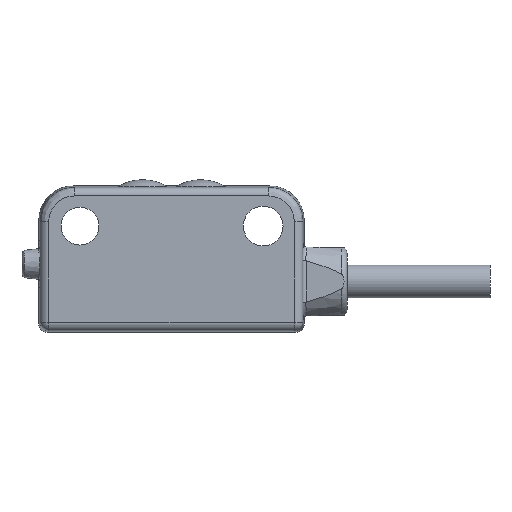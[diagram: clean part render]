
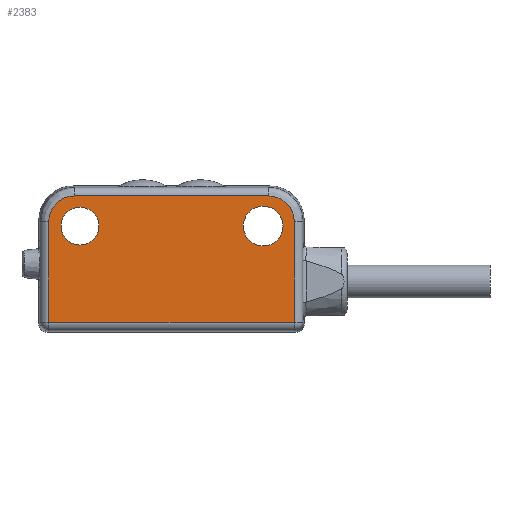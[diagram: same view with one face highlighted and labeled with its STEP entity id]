
A CAD part, left-side view. The second image highlights one B-rep face of the part: STEP entity #2383.
In plain terms, the highlighted planar face has unit normal (-1, 0, 0).
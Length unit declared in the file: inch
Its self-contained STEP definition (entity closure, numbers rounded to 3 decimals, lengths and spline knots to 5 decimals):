
#181=DIRECTION('',(0.,-1.,0.));
#182=VECTOR('',#181,0.79114);
#183=CARTESIAN_POINT('',(-0.01969,0.80403,
-0.42018));
#184=LINE('',#183,#182);
#185=DIRECTION('',(0.,0.,-1.));
#186=VECTOR('',#185,0.32462);
#187=CARTESIAN_POINT('',(-0.01969,0.80403,
-0.09556));
#188=LINE('',#187,#186);
#189=CARTESIAN_POINT('',(-0.01969,0.72137,
-0.01289));
#190=CARTESIAN_POINT('',(-0.01969,0.7239,
-0.0129));
#191=CARTESIAN_POINT('',(-0.01969,0.72894,
-0.01313));
#192=CARTESIAN_POINT('',(-0.01969,0.73651,
-0.01417));
#193=CARTESIAN_POINT('',(-0.01969,0.74396,
-0.01592));
#194=CARTESIAN_POINT('',(-0.01969,0.75123,
-0.01835));
#195=CARTESIAN_POINT('',(-0.01969,0.75824,
-0.02144));
#196=CARTESIAN_POINT('',(-0.01969,0.76493,
-0.02516));
#197=CARTESIAN_POINT('',(-0.01969,0.77125,
-0.02949));
#198=CARTESIAN_POINT('',(-0.01969,0.77714,
-0.03438));
#199=CARTESIAN_POINT('',(-0.01969,0.78256,
-0.0398));
#200=CARTESIAN_POINT('',(-0.01969,0.78745,
-0.04569));
#201=CARTESIAN_POINT('',(-0.01969,0.79177,
-0.05201));
#202=CARTESIAN_POINT('',(-0.01969,0.79549,
-0.0587));
#203=CARTESIAN_POINT('',(-0.01969,0.79858,
-0.0657));
#204=CARTESIAN_POINT('',(-0.01969,0.80101,
-0.07297));
#205=CARTESIAN_POINT('',(-0.01969,0.80276,
-0.08042));
#206=CARTESIAN_POINT('',(-0.01969,0.8038,
-0.08799));
#207=CARTESIAN_POINT('',(-0.01969,0.80403,
-0.09303));
#208=CARTESIAN_POINT('',(-0.01969,0.80403,
-0.09556));
#210=DIRECTION('',(0.,1.,0.));
#211=VECTOR('',#210,0.62581);
#212=CARTESIAN_POINT('',(-0.01969,0.09556,
-0.01289));
#213=LINE('',#212,#211);
#214=CARTESIAN_POINT('',(-0.01969,0.01289,
-0.09556));
#215=CARTESIAN_POINT('',(-0.01969,0.0129,
-0.09303));
#216=CARTESIAN_POINT('',(-0.01969,0.01313,
-0.08799));
#217=CARTESIAN_POINT('',(-0.01969,0.01417,
-0.08042));
#218=CARTESIAN_POINT('',(-0.01969,0.01592,
-0.07296));
#219=CARTESIAN_POINT('',(-0.01969,0.01835,
-0.0657));
#220=CARTESIAN_POINT('',(-0.01969,0.02144,
-0.05869));
#221=CARTESIAN_POINT('',(-0.01969,0.02516,
-0.052));
#222=CARTESIAN_POINT('',(-0.01969,0.02949,
-0.04568));
#223=CARTESIAN_POINT('',(-0.01969,0.03438,
-0.03979));
#224=CARTESIAN_POINT('',(-0.01969,0.0398,
-0.03437));
#225=CARTESIAN_POINT('',(-0.01969,0.04569,
-0.02948));
#226=CARTESIAN_POINT('',(-0.01969,0.05201,
-0.02516));
#227=CARTESIAN_POINT('',(-0.01969,0.0587,
-0.02143));
#228=CARTESIAN_POINT('',(-0.01969,0.0657,
-0.01835));
#229=CARTESIAN_POINT('',(-0.01969,0.07297,
-0.01592));
#230=CARTESIAN_POINT('',(-0.01969,0.08042,
-0.01417));
#231=CARTESIAN_POINT('',(-0.01969,0.08799,
-0.01313));
#232=CARTESIAN_POINT('',(-0.01969,0.09303,
-0.0129));
#233=CARTESIAN_POINT('',(-0.01969,0.09556,
-0.01289));
#235=DIRECTION('',(0.,0.,1.));
#236=VECTOR('',#235,0.32462);
#237=CARTESIAN_POINT('',(-0.01969,0.01289,
-0.42018));
#238=LINE('',#237,#236);
#239=CARTESIAN_POINT('',(-0.01969,0.70354,
-0.11024));
#240=DIRECTION('',(1.,0.,0.));
#241=DIRECTION('',(0.,1.,0.));
#242=AXIS2_PLACEMENT_3D('',#239,#240,#241);
#244=CARTESIAN_POINT('',(-0.01969,0.70354,
-0.11024));
#245=DIRECTION('',(1.,0.,0.));
#246=DIRECTION('',(0.,-1.,0.));
#247=AXIS2_PLACEMENT_3D('',#244,#245,#246);
#249=CARTESIAN_POINT('',(-0.01969,0.11299,
-0.11024));
#250=DIRECTION('',(1.,0.,0.));
#251=DIRECTION('',(0.,1.,0.));
#252=AXIS2_PLACEMENT_3D('',#249,#250,#251);
#254=CARTESIAN_POINT('',(-0.01969,0.11299,
-0.11024));
#255=DIRECTION('',(1.,0.,0.));
#256=DIRECTION('',(0.,-1.,0.));
#257=AXIS2_PLACEMENT_3D('',#254,#255,#256);
#1895=CARTESIAN_POINT('',(-0.01969,0.17697,
-0.11024));
#1896=CARTESIAN_POINT('',(-0.01969,0.04902,
-0.11024));
#1897=VERTEX_POINT('',#1895);
#1898=VERTEX_POINT('',#1896);
#1903=CARTESIAN_POINT('',(-0.01969,0.76457,
-0.11024));
#1904=CARTESIAN_POINT('',(-0.01969,0.64252,
-0.11024));
#1905=VERTEX_POINT('',#1903);
#1906=VERTEX_POINT('',#1904);
#2010=CARTESIAN_POINT('',(-0.01969,0.01289,
-0.42018));
#2012=VERTEX_POINT('',#2010);
#2015=CARTESIAN_POINT('',(-0.01969,0.80403,
-0.42018));
#2017=VERTEX_POINT('',#2015);
#2036=CARTESIAN_POINT('',(-0.01969,0.80403,
-0.09556));
#2037=VERTEX_POINT('',#2036);
#2038=VERTEX_POINT('',#189);
#2040=CARTESIAN_POINT('',(-0.01969,0.09556,
-0.01289));
#2041=VERTEX_POINT('',#2040);
#2044=VERTEX_POINT('',#214);
#2354=CARTESIAN_POINT('',(-0.01969,0.11299,
-0.11024));
#2355=DIRECTION('',(-1.,0.,0.));
#2356=DIRECTION('',(0.,1.,0.));
#2357=AXIS2_PLACEMENT_3D('',#2354,#2355,#2356);
#2358=PLANE('',#2357);
#2360=ORIENTED_EDGE('',*,*,#2359,.F.);
#2361=ORIENTED_EDGE('',*,*,#2245,.F.);
#2362=ORIENTED_EDGE('',*,*,#2345,.F.);
#2364=ORIENTED_EDGE('',*,*,#2363,.F.);
#2366=ORIENTED_EDGE('',*,*,#2365,.F.);
#2368=ORIENTED_EDGE('',*,*,#2367,.F.);
#2369=EDGE_LOOP('',(#2360,#2361,#2362,#2364,#2366,#2368));
#2370=FACE_OUTER_BOUND('',#2369,.F.);
#2372=ORIENTED_EDGE('',*,*,#2371,.F.);
#2374=ORIENTED_EDGE('',*,*,#2373,.F.);
#2375=EDGE_LOOP('',(#2372,#2374));
#2376=FACE_BOUND('',#2375,.F.);
#2378=ORIENTED_EDGE('',*,*,#2377,.F.);
#2380=ORIENTED_EDGE('',*,*,#2379,.F.);
#2381=EDGE_LOOP('',(#2378,#2380));
#2382=FACE_BOUND('',#2381,.F.);
#2383=ADVANCED_FACE('',(#2370,#2376,#2382),#2358,.T.);
#209=B_SPLINE_CURVE_WITH_KNOTS('',3,(#189,#190,#191,#192,#193,#194,#195,#196,
#197,#198,#199,#200,#201,#202,#203,#204,#205,#206,#207,#208),.UNSPECIFIED.,.F.,
.F.,(4,1,1,1,1,1,1,1,1,1,1,1,1,1,1,1,1,4),(0.,0.05882,
0.11765,0.17647,0.23529,0.29412,
0.35294,0.41176,0.47059,0.52941,
0.58824,0.64706,0.70588,0.76471,
0.82353,0.88235,0.94118,1.),.UNSPECIFIED.);
#234=B_SPLINE_CURVE_WITH_KNOTS('',3,(#214,#215,#216,#217,#218,#219,#220,#221,
#222,#223,#224,#225,#226,#227,#228,#229,#230,#231,#232,#233),.UNSPECIFIED.,.F.,
.F.,(4,1,1,1,1,1,1,1,1,1,1,1,1,1,1,1,1,4),(0.,0.05882,
0.11765,0.17647,0.23529,0.29412,
0.35294,0.41176,0.47059,0.52941,
0.58824,0.64706,0.70588,0.76471,
0.82353,0.88235,0.94118,1.),.UNSPECIFIED.);
#243=CIRCLE('',#242,0.06102);
#248=CIRCLE('',#247,0.06102);
#253=CIRCLE('',#252,0.06398);
#258=CIRCLE('',#257,0.06398);
#2245=EDGE_CURVE('',#2037,#2017,#188,.T.);
#2345=EDGE_CURVE('',#2038,#2037,#209,.T.);
#2359=EDGE_CURVE('',#2017,#2012,#184,.T.);
#2363=EDGE_CURVE('',#2041,#2038,#213,.T.);
#2365=EDGE_CURVE('',#2044,#2041,#234,.T.);
#2367=EDGE_CURVE('',#2012,#2044,#238,.T.);
#2371=EDGE_CURVE('',#1905,#1906,#243,.T.);
#2373=EDGE_CURVE('',#1906,#1905,#248,.T.);
#2377=EDGE_CURVE('',#1897,#1898,#253,.T.);
#2379=EDGE_CURVE('',#1898,#1897,#258,.T.);
